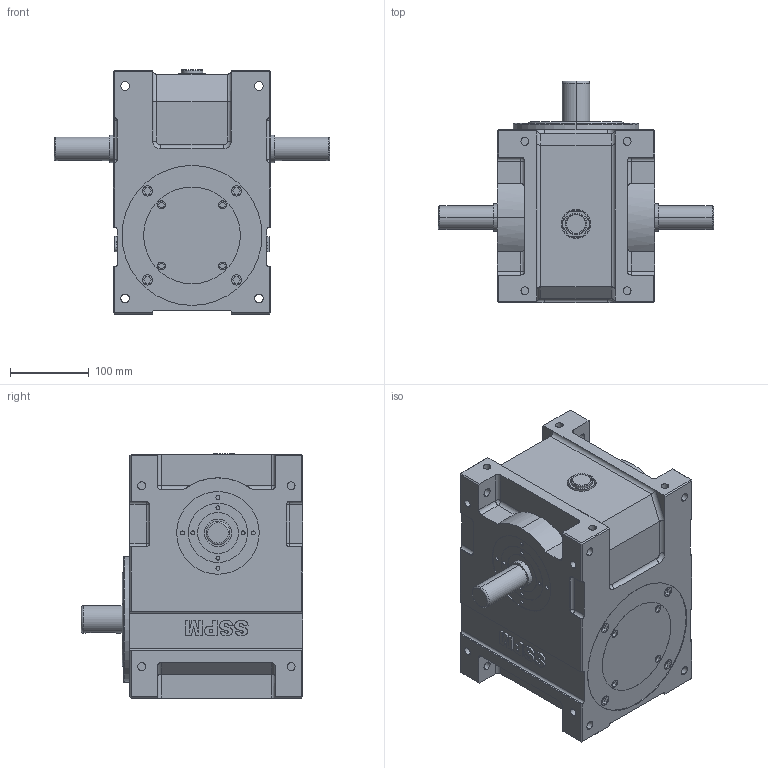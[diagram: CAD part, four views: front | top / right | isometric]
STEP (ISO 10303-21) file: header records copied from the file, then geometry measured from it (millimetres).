
FILE_DESCRIPTION (( 'STEP AP203' ), '1' );
FILE_NAME ('DFS110¼Ð·Ç.STEP', '2025-05-26T06:44:27', ( '' ), ( '' ), 'SwSTEP 2.0', 'SolidWorks 2018', '' );
FILE_SCHEMA (( 'CONFIG_CONTROL_DESIGN' ));
Length unit declared in the file: millimetre
Products named in the file (1): DFS110標準
Bounding box: 350 x 282 x 310.4 mm (x, y, z)
Volume: 12517649 mm3; surface area: 416252.1 mm2
Topology: 1 solids, 1 shells, 600 faces, 1454 edges, 928 vertices
Faces by surface type: plane 304, cylinder 221, bspline 45, torus 18, sphere 12
Entity records: 20189 total; most frequent: CARTESIAN_POINT 6098, ORIENTED_EDGE 2884, DIRECTION 2870, EDGE_CURVE 1442, AXIS2_PLACEMENT_3D 1002, VERTEX_POINT 928, VECTOR 866, LINE 866
